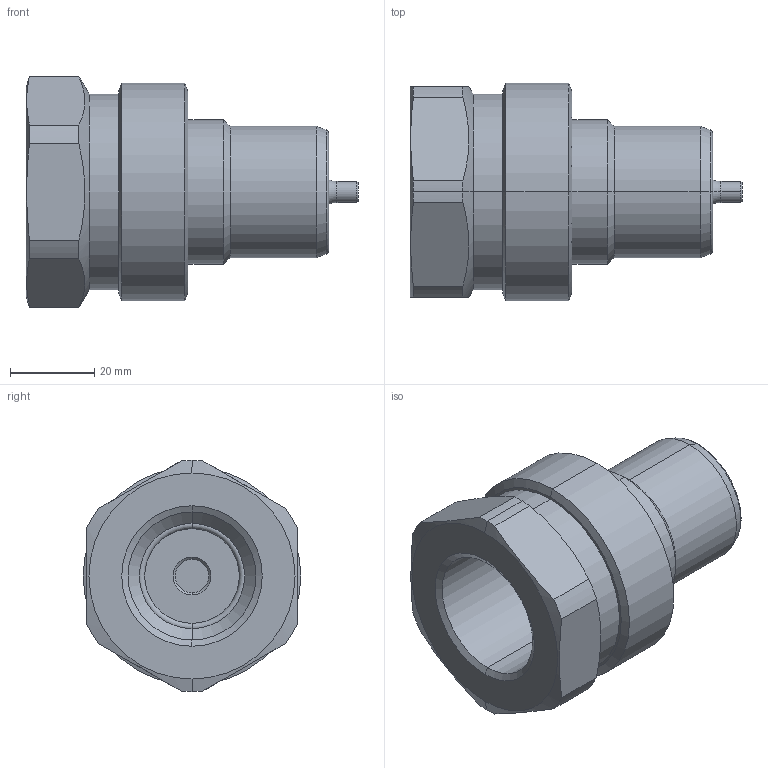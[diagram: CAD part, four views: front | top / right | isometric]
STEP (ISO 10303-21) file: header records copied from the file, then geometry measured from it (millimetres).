
FILE_DESCRIPTION (( 'STEP AP214' ), '1' );
FILE_NAME ('BH25.7105_IC_JV.STEP', '2016-10-12T12:12:53', ( '' ), ( '' ), 'SwSTEP 2.0', 'SolidWorks 2016', '' );
FILE_SCHEMA (( 'AUTOMOTIVE_DESIGN' ));
Length unit declared in the file: millimetre
Products named in the file (1): BH25.7105_IC_JV
Bounding box: 78.96 x 51.8 x 55 mm (x, y, z)
Volume: 81159 mm3; surface area: 17387.4 mm2
Topology: 1 solids, 1 shells, 66 faces, 143 edges, 84 vertices
Faces by surface type: cylinder 25, cone 22, plane 13, torus 6
Entity records: 1945 total; most frequent: CARTESIAN_POINT 414, DIRECTION 343, ORIENTED_EDGE 286, AXIS2_PLACEMENT_3D 145, EDGE_CURVE 143, VERTEX_POINT 84, CIRCLE 78, EDGE_LOOP 71
